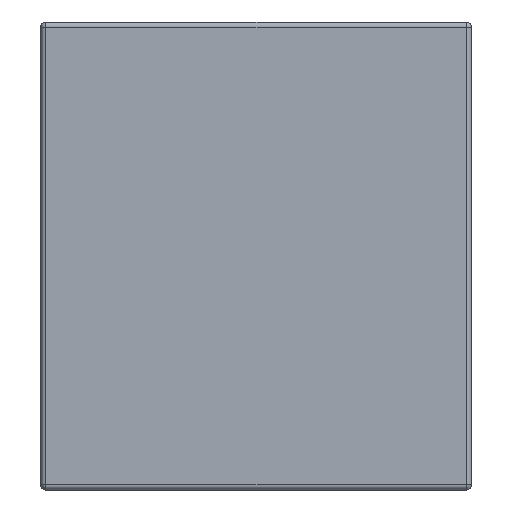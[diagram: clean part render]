
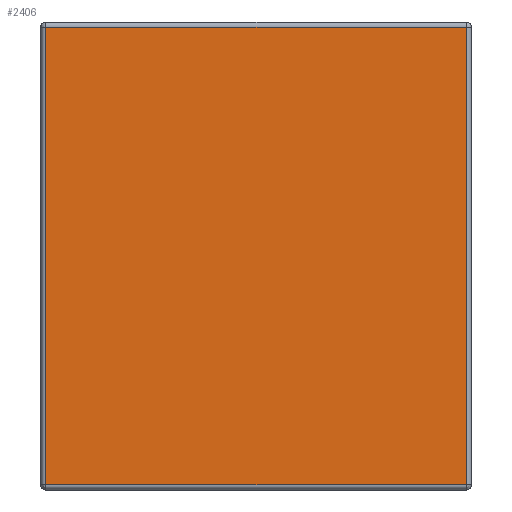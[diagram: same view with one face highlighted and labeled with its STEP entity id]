
A CAD part, left-side view. The second image highlights one B-rep face of the part: STEP entity #2406.
In plain terms, the highlighted planar face has unit normal (-1, 0, 0).
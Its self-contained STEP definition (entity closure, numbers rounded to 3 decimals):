
#17 = FACE_OUTER_BOUND ( 'NONE', #537, .T. ) ;
#236 = VECTOR ( 'NONE', #2282, 1000. ) ;
#272 = LINE ( 'NONE', #1716, #562 ) ;
#342 = EDGE_CURVE ( 'NONE', #595, #991, #272, .T. ) ;
#511 = AXIS2_PLACEMENT_3D ( 'NONE', #2026, #1101, #539 ) ;
#537 = EDGE_LOOP ( 'NONE', ( #2138, #2055, #1071, #2147 ) ) ;
#539 = DIRECTION ( 'NONE',  ( 0., -1., 0. ) ) ;
#562 = VECTOR ( 'NONE', #970, 1000. ) ;
#595 = VERTEX_POINT ( 'NONE', #2048 ) ;
#747 = CARTESIAN_POINT ( 'NONE',  ( -0.85, 0.395, 0. ) ) ;
#757 = CARTESIAN_POINT ( 'NONE',  ( -0.85, 0.405, 0.01 ) ) ;
#797 = VERTEX_POINT ( 'NONE', #823 ) ;
#823 = CARTESIAN_POINT ( 'NONE',  ( -0.85, 0.395, 0.87 ) ) ;
#893 = PLANE ( 'NONE',  #511 ) ;
#970 = DIRECTION ( 'NONE',  ( 0., 0., -1. ) ) ;
#991 = VERTEX_POINT ( 'NONE', #1834 ) ;
#1071 = ORIENTED_EDGE ( 'NONE', *, *, #1969, .F. ) ;
#1101 = DIRECTION ( 'NONE',  ( -1., 0., 0. ) ) ;
#1106 = VERTEX_POINT ( 'NONE', #1659 ) ;
#1340 = EDGE_CURVE ( 'NONE', #991, #1106, #1980, .T. ) ;
#1487 = VECTOR ( 'NONE', #2214, 1000. ) ;
#1514 = VECTOR ( 'NONE', #2057, 1000. ) ;
#1618 = LINE ( 'NONE', #747, #1514 ) ;
#1659 = CARTESIAN_POINT ( 'NONE',  ( -0.85, 0.395, 0.01 ) ) ;
#1716 = CARTESIAN_POINT ( 'NONE',  ( -0.85, -0.395, 0. ) ) ;
#1834 = CARTESIAN_POINT ( 'NONE',  ( -0.85, -0.395, 0.01 ) ) ;
#1969 = EDGE_CURVE ( 'NONE', #1106, #797, #1618, .T. ) ;
#1980 = LINE ( 'NONE', #757, #1487 ) ;
#2026 = CARTESIAN_POINT ( 'NONE',  ( -0.85, 0.405, 0. ) ) ;
#2048 = CARTESIAN_POINT ( 'NONE',  ( -0.85, -0.395, 0.87 ) ) ;
#2055 = ORIENTED_EDGE ( 'NONE', *, *, #2252, .F. ) ;
#2057 = DIRECTION ( 'NONE',  ( 0., 0., 1. ) ) ;
#2095 = CARTESIAN_POINT ( 'NONE',  ( -0.85, -0.405, 0.87 ) ) ;
#2138 = ORIENTED_EDGE ( 'NONE', *, *, #342, .F. ) ;
#2147 = ORIENTED_EDGE ( 'NONE', *, *, #1340, .F. ) ;
#2214 = DIRECTION ( 'NONE',  ( 0., 1., 0. ) ) ;
#2252 = EDGE_CURVE ( 'NONE', #797, #595, #2298, .T. ) ;
#2282 = DIRECTION ( 'NONE',  ( 0., -1., 0. ) ) ;
#2298 = LINE ( 'NONE', #2095, #236 ) ;
#2406 = ADVANCED_FACE ( 'NONE', ( #17 ), #893, .T. ) ;
